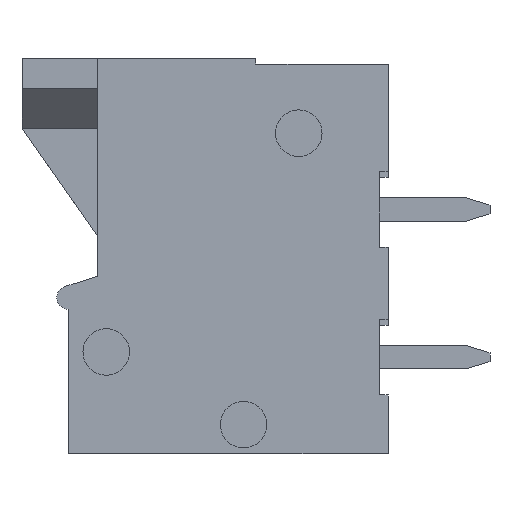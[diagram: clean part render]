
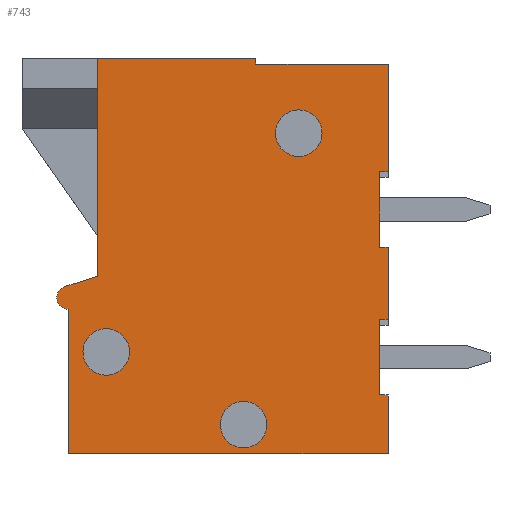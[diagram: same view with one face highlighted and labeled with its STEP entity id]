
A CAD part, left-side view. The second image highlights one B-rep face of the part: STEP entity #743.
In plain terms, the highlighted planar face has unit normal (-1, 0, 0).
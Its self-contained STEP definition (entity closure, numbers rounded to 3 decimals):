
#743 = ADVANCED_FACE( '', ( #1472, #1473, #1474, #1475 ), #1476, .F. );
#1472 = FACE_BOUND( '', #2234, .T. );
#1473 = FACE_OUTER_BOUND( '', #2235, .T. );
#1474 = FACE_BOUND( '', #2236, .T. );
#1475 = FACE_BOUND( '', #2237, .T. );
#1476 = PLANE( '', #2238 );
#2234 = EDGE_LOOP( '', ( #3904 ) );
#2235 = EDGE_LOOP( '', ( #3905, #3906, #3907, #3908, #3909, #3910, #3911, #3912, #3913, #3914, #3915, #3916, #3917, #3918, #3919, #3920, #3921 ) );
#2236 = EDGE_LOOP( '', ( #3922 ) );
#2237 = EDGE_LOOP( '', ( #3923 ) );
#2238 = AXIS2_PLACEMENT_3D( '', #3924, #3925, #3926 );
#3904 = ORIENTED_EDGE( '', *, *, #5395, .T. );
#3905 = ORIENTED_EDGE( '', *, *, #5232, .F. );
#3906 = ORIENTED_EDGE( '', *, *, #5396, .T. );
#3907 = ORIENTED_EDGE( '', *, *, #5397, .F. );
#3908 = ORIENTED_EDGE( '', *, *, #5147, .F. );
#3909 = ORIENTED_EDGE( '', *, *, #5398, .F. );
#3910 = ORIENTED_EDGE( '', *, *, #5399, .T. );
#3911 = ORIENTED_EDGE( '', *, *, #4774, .F. );
#3912 = ORIENTED_EDGE( '', *, *, #5400, .F. );
#3913 = ORIENTED_EDGE( '', *, *, #5119, .F. );
#3914 = ORIENTED_EDGE( '', *, *, #4712, .F. );
#3915 = ORIENTED_EDGE( '', *, *, #5126, .F. );
#3916 = ORIENTED_EDGE( '', *, *, #4834, .F. );
#3917 = ORIENTED_EDGE( '', *, *, #5401, .F. );
#3918 = ORIENTED_EDGE( '', *, *, #5402, .F. );
#3919 = ORIENTED_EDGE( '', *, *, #5190, .F. );
#3920 = ORIENTED_EDGE( '', *, *, #5326, .F. );
#3921 = ORIENTED_EDGE( '', *, *, #5330, .F. );
#3922 = ORIENTED_EDGE( '', *, *, #5403, .T. );
#3923 = ORIENTED_EDGE( '', *, *, #5404, .T. );
#3924 = CARTESIAN_POINT( '', ( -1.27, 5.5, -1.332 ) );
#3925 = DIRECTION( '', ( 1., 0., 0. ) );
#3926 = DIRECTION( '', ( 0., 0., -1. ) );
#4712 = EDGE_CURVE( '', #5589, #5591, #5592, .T. );
#4774 = EDGE_CURVE( '', #5703, #5704, #5705, .T. );
#4834 = EDGE_CURVE( '', #5813, #5814, #5815, .T. );
#5119 = EDGE_CURVE( '', #5591, #6286, #6287, .T. );
#5126 = EDGE_CURVE( '', #5814, #5589, #6297, .T. );
#5147 = EDGE_CURVE( '', #6328, #6323, #6330, .T. );
#5190 = EDGE_CURVE( '', #6388, #6389, #6390, .T. );
#5232 = EDGE_CURVE( '', #6444, #6446, #6447, .T. );
#5326 = EDGE_CURVE( '', #6571, #6388, #6573, .T. );
#5330 = EDGE_CURVE( '', #6446, #6571, #6577, .T. );
#5395 = EDGE_CURVE( '', #6658, #6658, #6659, .T. );
#5396 = EDGE_CURVE( '', #6444, #6660, #6661, .T. );
#5397 = EDGE_CURVE( '', #6323, #6660, #6662, .T. );
#5398 = EDGE_CURVE( '', #6663, #6328, #6664, .T. );
#5399 = EDGE_CURVE( '', #6663, #5704, #6665, .T. );
#5400 = EDGE_CURVE( '', #6286, #5703, #6666, .T. );
#5401 = EDGE_CURVE( '', #6667, #5813, #6668, .T. );
#5402 = EDGE_CURVE( '', #6389, #6667, #6669, .T. );
#5403 = EDGE_CURVE( '', #6670, #6670, #6671, .T. );
#5404 = EDGE_CURVE( '', #6672, #6672, #6673, .T. );
#5589 = VERTEX_POINT( '', #6887 );
#5591 = VERTEX_POINT( '', #6890 );
#5592 = LINE( '', #6891, #6892 );
#5703 = VERTEX_POINT( '', #7061 );
#5704 = VERTEX_POINT( '', #7062 );
#5705 = LINE( '', #7063, #7064 );
#5813 = VERTEX_POINT( '', #7216 );
#5814 = VERTEX_POINT( '', #7217 );
#5815 = LINE( '', #7218, #7219 );
#6286 = VERTEX_POINT( '', #7895 );
#6287 = LINE( '', #7896, #7897 );
#6297 = LINE( '', #7912, #7913 );
#6323 = VERTEX_POINT( '', #7950 );
#6328 = VERTEX_POINT( '', #7957 );
#6330 = LINE( '', #7960, #7961 );
#6388 = VERTEX_POINT( '', #8046 );
#6389 = VERTEX_POINT( '', #8047 );
#6390 = LINE( '', #8048, #8049 );
#6444 = VERTEX_POINT( '', #8130 );
#6446 = VERTEX_POINT( '', #8133 );
#6447 = LINE( '', #8134, #8135 );
#6571 = VERTEX_POINT( '', #8317 );
#6573 = LINE( '', #8320, #8321 );
#6577 = LINE( '', #8326, #8327 );
#6658 = VERTEX_POINT( '', #8446 );
#6659 = CIRCLE( '', #8447, 0.8 );
#6660 = VERTEX_POINT( '', #8448 );
#6661 = LINE( '', #8449, #8450 );
#6662 = LINE( '', #8451, #8452 );
#6663 = VERTEX_POINT( '', #8453 );
#6664 = LINE( '', #8454, #8455 );
#6665 = LINE( '', #8456, #8457 );
#6666 = LINE( '', #8458, #8459 );
#6667 = VERTEX_POINT( '', #8460 );
#6668 = CIRCLE( '', #8461, 0.4 );
#6669 = LINE( '', #8462, #8463 );
#6670 = VERTEX_POINT( '', #8464 );
#6671 = CIRCLE( '', #8465, 0.8 );
#6672 = VERTEX_POINT( '', #8466 );
#6673 = CIRCLE( '', #8467, 0.8 );
#6887 = CARTESIAN_POINT( '', ( -1.27, 4.5, 6.9 ) );
#6890 = CARTESIAN_POINT( '', ( -1.27, -0.95, 6.9 ) );
#6891 = CARTESIAN_POINT( '', ( -1.27, 4.5, 6.9 ) );
#6892 = VECTOR( '', #8734, 1000. );
#7061 = CARTESIAN_POINT( '', ( -1.27, -5.5, 6.7 ) );
#7062 = CARTESIAN_POINT( '', ( -1.27, -5.5, 3. ) );
#7063 = CARTESIAN_POINT( '', ( -1.27, -5.5, 6.7 ) );
#7064 = VECTOR( '', #8806, 1000. );
#7216 = CARTESIAN_POINT( '', ( -1.27, 5.619, -0.95 ) );
#7217 = CARTESIAN_POINT( '', ( -1.27, 4.5, -0.6 ) );
#7218 = CARTESIAN_POINT( '', ( -1.27, 5.619, -0.95 ) );
#7219 = VECTOR( '', #8869, 1000. );
#7895 = CARTESIAN_POINT( '', ( -1.27, -0.95, 6.7 ) );
#7896 = CARTESIAN_POINT( '', ( -1.27, -0.95, 6.7 ) );
#7897 = VECTOR( '', #9178, 1000. );
#7912 = CARTESIAN_POINT( '', ( -1.27, 4.5, -0.6 ) );
#7913 = VECTOR( '', #9184, 1000. );
#7950 = CARTESIAN_POINT( '', ( -1.27, -5.5, 0.4 ) );
#7957 = CARTESIAN_POINT( '', ( -1.27, -5.2, 0.4 ) );
#7960 = CARTESIAN_POINT( '', ( -1.27, -5.2, 0.4 ) );
#7961 = VECTOR( '', #9202, 1000. );
#8046 = CARTESIAN_POINT( '', ( -1.27, -5.5, -6.7 ) );
#8047 = CARTESIAN_POINT( '', ( -1.27, 5.5, -6.7 ) );
#8048 = CARTESIAN_POINT( '', ( -1.27, -5.5, -6.7 ) );
#8049 = VECTOR( '', #9233, 1000. );
#8130 = CARTESIAN_POINT( '', ( -1.27, -5.2, -2.08 ) );
#8133 = CARTESIAN_POINT( '', ( -1.27, -5.2, -4.68 ) );
#8134 = CARTESIAN_POINT( '', ( -1.27, -5.2, -2.08 ) );
#8135 = VECTOR( '', #9265, 1000. );
#8317 = CARTESIAN_POINT( '', ( -1.27, -5.5, -4.68 ) );
#8320 = CARTESIAN_POINT( '', ( -1.27, -5.5, 6.7 ) );
#8321 = VECTOR( '', #9361, 1000. );
#8326 = CARTESIAN_POINT( '', ( -1.27, -5.2, -4.68 ) );
#8327 = VECTOR( '', #9363, 1000. );
#8446 = CARTESIAN_POINT( '', ( -1.27, 3.4, -3.2 ) );
#8447 = AXIS2_PLACEMENT_3D( '', #9418, #9419, #9420 );
#8448 = CARTESIAN_POINT( '', ( -1.27, -5.5, -2.08 ) );
#8449 = CARTESIAN_POINT( '', ( -1.27, -5.2, -2.08 ) );
#8450 = VECTOR( '', #9421, 1000. );
#8451 = CARTESIAN_POINT( '', ( -1.27, -5.5, 6.7 ) );
#8452 = VECTOR( '', #9422, 1000. );
#8453 = CARTESIAN_POINT( '', ( -1.27, -5.2, 3. ) );
#8454 = CARTESIAN_POINT( '', ( -1.27, -5.2, 3. ) );
#8455 = VECTOR( '', #9423, 1000. );
#8456 = CARTESIAN_POINT( '', ( -1.27, -5.2, 3. ) );
#8457 = VECTOR( '', #9424, 1000. );
#8458 = CARTESIAN_POINT( '', ( -1.27, -5.5, 6.7 ) );
#8459 = VECTOR( '', #9425, 1000. );
#8460 = CARTESIAN_POINT( '', ( -1.27, 5.5, -1.732 ) );
#8461 = AXIS2_PLACEMENT_3D( '', #9426, #9427, #9428 );
#8462 = CARTESIAN_POINT( '', ( -1.27, 5.5, -6.7 ) );
#8463 = VECTOR( '', #9429, 1000. );
#8464 = CARTESIAN_POINT( '', ( -1.27, -3.225, 4.325 ) );
#8465 = AXIS2_PLACEMENT_3D( '', #9430, #9431, #9432 );
#8466 = CARTESIAN_POINT( '', ( -1.27, -1.325, -5.7 ) );
#8467 = AXIS2_PLACEMENT_3D( '', #9433, #9434, #9435 );
#8734 = DIRECTION( '', ( 0., -1., 0. ) );
#8806 = DIRECTION( '', ( 0., 0., -1. ) );
#8869 = DIRECTION( '', ( 0., -0.954, 0.298 ) );
#9178 = DIRECTION( '', ( 0., 0., -1. ) );
#9184 = DIRECTION( '', ( 0., 0., 1. ) );
#9202 = DIRECTION( '', ( 0., -1., 0. ) );
#9233 = DIRECTION( '', ( 0., 1., 0. ) );
#9265 = DIRECTION( '', ( 0., 0., -1. ) );
#9361 = DIRECTION( '', ( 0., 0., -1. ) );
#9363 = DIRECTION( '', ( 0., -1., 0. ) );
#9418 = CARTESIAN_POINT( '', ( -1.27, 4.2, -3.2 ) );
#9419 = DIRECTION( '', ( 1., 0., 0. ) );
#9420 = DIRECTION( '', ( 0., -1., 0. ) );
#9421 = DIRECTION( '', ( 0., -1., 0. ) );
#9422 = DIRECTION( '', ( 0., 0., -1. ) );
#9423 = DIRECTION( '', ( 0., 0., -1. ) );
#9424 = DIRECTION( '', ( 0., -1., 0. ) );
#9425 = DIRECTION( '', ( 0., -1., 0. ) );
#9426 = CARTESIAN_POINT( '', ( -1.27, 5.5, -1.332 ) );
#9427 = DIRECTION( '', ( 1., 0., 0. ) );
#9428 = DIRECTION( '', ( 0., -1., 0. ) );
#9429 = DIRECTION( '', ( 0., 0., 1. ) );
#9430 = CARTESIAN_POINT( '', ( -1.27, -2.425, 4.325 ) );
#9431 = DIRECTION( '', ( 1., 0., 0. ) );
#9432 = DIRECTION( '', ( 0., -1., 0. ) );
#9433 = CARTESIAN_POINT( '', ( -1.27, -0.525, -5.7 ) );
#9434 = DIRECTION( '', ( 1., 0., 0. ) );
#9435 = DIRECTION( '', ( 0., -1., 0. ) );
